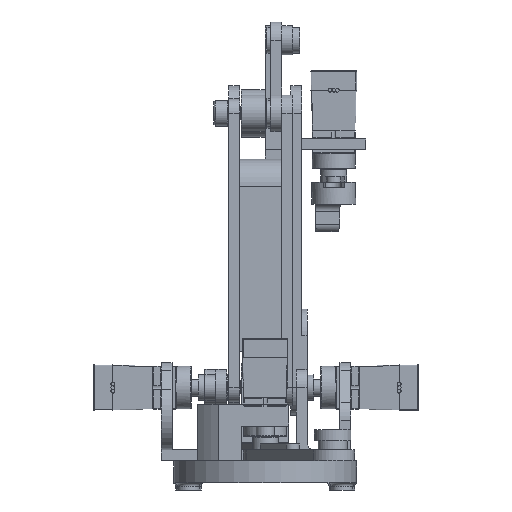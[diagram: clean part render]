
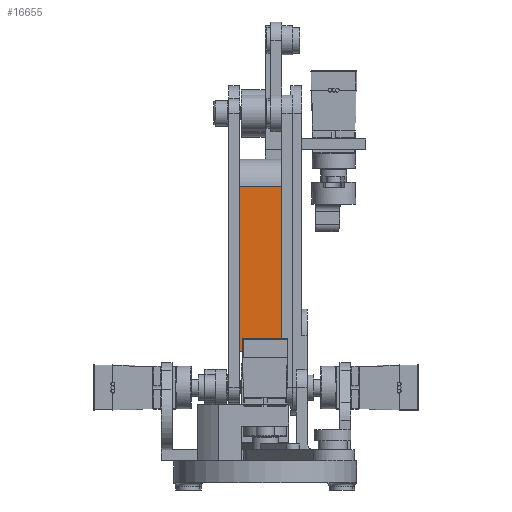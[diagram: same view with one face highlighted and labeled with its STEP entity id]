
A CAD part, left-side view. The second image highlights one B-rep face of the part: STEP entity #16655.
In plain terms, the highlighted planar face has unit normal (-1, 0, 0).
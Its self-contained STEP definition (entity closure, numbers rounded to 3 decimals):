
#1090=PLANE('',#18096);
#1608=FACE_OUTER_BOUND('',#2681,.T.);
#2681=EDGE_LOOP('',(#12062,#12063,#12064,#12065,#12066,#12067,#12068,#12069));
#3947=LINE('',#26008,#5215);
#3957=LINE('',#26034,#5225);
#3958=LINE('',#26043,#5226);
#3961=LINE('',#26057,#5229);
#3962=LINE('',#26060,#5230);
#3963=LINE('',#26063,#5231);
#3964=LINE('',#26065,#5232);
#3965=LINE('',#26067,#5233);
#5215=VECTOR('',#20731,10.);
#5225=VECTOR('',#20753,10.);
#5226=VECTOR('',#20764,10.);
#5229=VECTOR('',#20781,10.);
#5230=VECTOR('',#20784,10.);
#5231=VECTOR('',#20789,10.);
#5232=VECTOR('',#20792,10.);
#5233=VECTOR('',#20795,10.);
#7314=VERTEX_POINT('',#26002);
#7316=VERTEX_POINT('',#26006);
#7325=VERTEX_POINT('',#26031);
#7326=VERTEX_POINT('',#26033);
#7328=VERTEX_POINT('',#26039);
#7329=VERTEX_POINT('',#26041);
#7333=VERTEX_POINT('',#26055);
#7334=VERTEX_POINT('',#26059);
#9049=EDGE_CURVE('',#7314,#7316,#3947,.T.);
#9061=EDGE_CURVE('',#7325,#7326,#3957,.T.);
#9066=EDGE_CURVE('',#7329,#7328,#3958,.T.);
#9073=EDGE_CURVE('',#7329,#7333,#3961,.T.);
#9074=EDGE_CURVE('',#7326,#7334,#3962,.T.);
#9076=EDGE_CURVE('',#7334,#7333,#3963,.T.);
#9077=EDGE_CURVE('',#7325,#7314,#3964,.T.);
#9078=EDGE_CURVE('',#7316,#7328,#3965,.T.);
#12062=ORIENTED_EDGE('',*,*,#9049,.T.);
#12063=ORIENTED_EDGE('',*,*,#9078,.T.);
#12064=ORIENTED_EDGE('',*,*,#9066,.F.);
#12065=ORIENTED_EDGE('',*,*,#9073,.T.);
#12066=ORIENTED_EDGE('',*,*,#9076,.F.);
#12067=ORIENTED_EDGE('',*,*,#9074,.F.);
#12068=ORIENTED_EDGE('',*,*,#9061,.F.);
#12069=ORIENTED_EDGE('',*,*,#9077,.T.);
#16655=ADVANCED_FACE('',(#1608),#1090,.T.);
#18096=AXIS2_PLACEMENT_3D('',#26068,#20796,#20797);
#20731=DIRECTION('',(0.,0.,1.));
#20753=DIRECTION('',(0.,0.,-1.));
#20764=DIRECTION('',(0.,0.,-1.));
#20781=DIRECTION('',(0.,1.,0.));
#20784=DIRECTION('',(0.,1.,0.));
#20789=DIRECTION('',(0.,0.,1.));
#20792=DIRECTION('',(0.,-1.,0.));
#20795=DIRECTION('',(0.,1.,0.));
#20796=DIRECTION('center_axis',(-1.,0.,0.));
#20797=DIRECTION('ref_axis',(0.,0.,1.));
#26002=CARTESIAN_POINT('',(-7.5,-7.,10.));
#26006=CARTESIAN_POINT('',(-7.5,-7.,55.));
#26008=CARTESIAN_POINT('',(-7.5,-7.,23.75));
#26031=CARTESIAN_POINT('',(-7.5,7.,10.));
#26033=CARTESIAN_POINT('',(-7.5,7.,0.));
#26034=CARTESIAN_POINT('',(-7.5,7.,18.75));
#26039=CARTESIAN_POINT('',(-7.5,7.,55.));
#26041=CARTESIAN_POINT('',(-7.5,7.,75.));
#26043=CARTESIAN_POINT('',(-7.5,7.,18.75));
#26055=CARTESIAN_POINT('',(-7.5,10.,75.));
#26057=CARTESIAN_POINT('',(-7.5,7.,75.));
#26059=CARTESIAN_POINT('',(-7.5,10.,0.));
#26060=CARTESIAN_POINT('',(-7.5,7.,0.));
#26063=CARTESIAN_POINT('',(-7.5,10.,18.75));
#26065=CARTESIAN_POINT('',(-7.5,0.,10.));
#26067=CARTESIAN_POINT('',(-7.5,0.,55.));
#26068=CARTESIAN_POINT('Origin',(-7.5,0.,10.));
